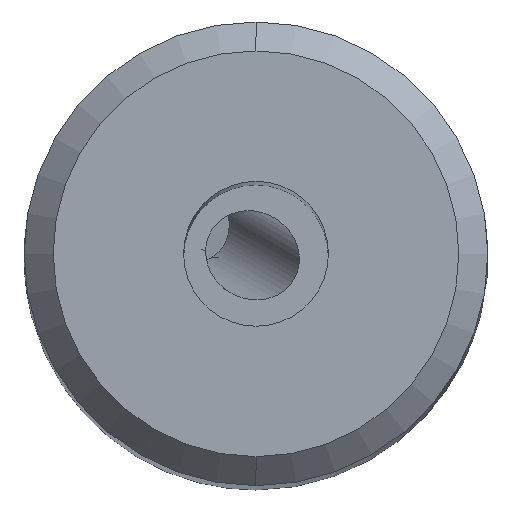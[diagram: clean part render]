
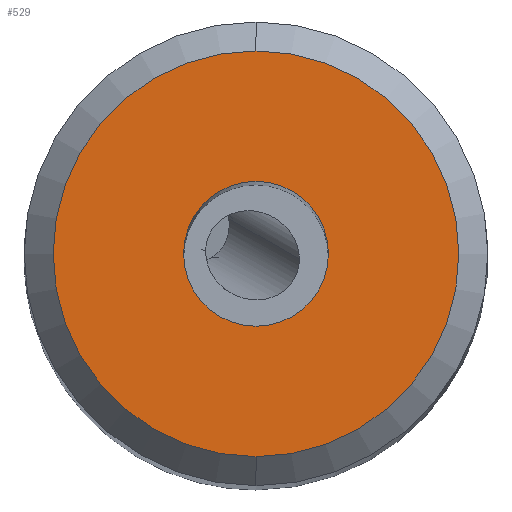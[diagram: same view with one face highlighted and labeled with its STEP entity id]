
A CAD part, top view. The second image highlights one B-rep face of the part: STEP entity #529.
In plain terms, the highlighted planar face has unit normal (0, 0, 1).
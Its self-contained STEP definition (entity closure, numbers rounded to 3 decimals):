
#465=EDGE_CURVE('NONE',#735,#745,#1105,.T.);
#471=VERTEX_POINT('NONE',#1112);
#491=EDGE_CURVE('NONE',#745,#735,#1134,.T.);
#529=ADVANCED_FACE('NONE',(#1175,#1176),#1177,.F.);
#647=EDGE_CURVE('NONE',#679,#471,#1305,.T.);
#679=VERTEX_POINT('NONE',#1338);
#699=EDGE_CURVE('NONE',#471,#679,#1358,.T.);
#735=VERTEX_POINT('NONE',#1403);
#745=VERTEX_POINT('NONE',#1414);
#1105=CIRCLE('',#1854,2.5);
#1112=CARTESIAN_POINT('',(0.,7.0,0.0));
#1134=CIRCLE('',#1914,2.5);
#1175=FACE_OUTER_BOUND('',#2015,.T.);
#1176=FACE_BOUND('',#2016,.T.);
#1177=PLANE('',#2017);
#1305=CIRCLE('',#2214,7.0);
#1338=CARTESIAN_POINT('',(0.0,-7.0,0.0));
#1358=CIRCLE('',#2304,7.0);
#1403=CARTESIAN_POINT('',(0.,-2.5,0.0));
#1414=CARTESIAN_POINT('',(0.0,2.5,0.0));
#1854=AXIS2_PLACEMENT_3D('',#2997,#2998,#2999);
#1914=AXIS2_PLACEMENT_3D('',#3031,#3032,#3033);
#2015=EDGE_LOOP('',(#3068,#3069));
#2016=EDGE_LOOP('',(#3070,#3071));
#2017=AXIS2_PLACEMENT_3D('',#3072,#3073,#3074);
#2214=AXIS2_PLACEMENT_3D('',#3204,#3205,#3206);
#2304=AXIS2_PLACEMENT_3D('',#3242,#3243,#3244);
#2997=CARTESIAN_POINT('',(0.0,0.0,0.0));
#2998=DIRECTION('',(0.0,-0.0,1.0));
#2999=DIRECTION('',(0.0,1.0,0.0));
#3031=CARTESIAN_POINT('',(0.0,0.0,0.0));
#3032=DIRECTION('',(0.0,-0.0,1.0));
#3033=DIRECTION('',(0.0,1.0,0.0));
#3068=ORIENTED_EDGE('',*,*,#647,.T.);
#3069=ORIENTED_EDGE('',*,*,#699,.T.);
#3070=ORIENTED_EDGE('',*,*,#491,.F.);
#3071=ORIENTED_EDGE('',*,*,#465,.F.);
#3072=CARTESIAN_POINT('',(-7.0,0.0,0.0));
#3073=DIRECTION('',(0.0,0.0,-1.0));
#3074=DIRECTION('',(-1.0,0.0,0.0));
#3204=CARTESIAN_POINT('',(0.0,0.0,0.0));
#3205=DIRECTION('',(0.0,-0.0,1.0));
#3206=DIRECTION('',(0.0,1.0,0.0));
#3242=CARTESIAN_POINT('',(0.0,0.0,0.0));
#3243=DIRECTION('',(0.0,-0.0,1.0));
#3244=DIRECTION('',(0.0,1.0,0.0));
